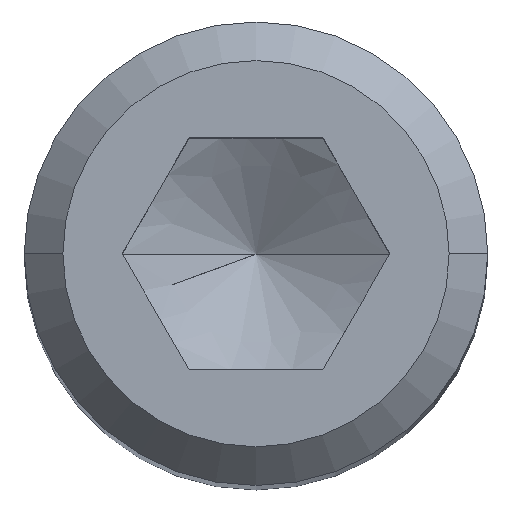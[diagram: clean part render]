
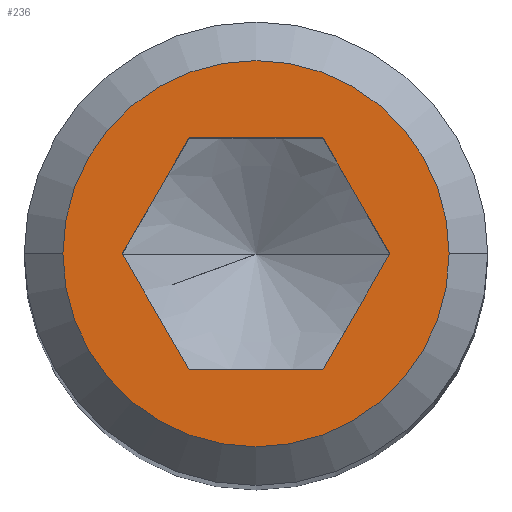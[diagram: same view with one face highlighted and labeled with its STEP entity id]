
A CAD part, top view. The second image highlights one B-rep face of the part: STEP entity #236.
In plain terms, the highlighted planar face has unit normal (0, 0, 1).
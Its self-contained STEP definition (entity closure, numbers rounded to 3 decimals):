
#112=EDGE_CURVE('',#226,#138,#296,.T.);
#118=EDGE_CURVE('',#216,#182,#302,.T.);
#132=EDGE_CURVE('',#138,#176,#317,.T.);
#134=EDGE_CURVE('',#182,#216,#319,.T.);
#138=VERTEX_POINT('',#323);
#174=EDGE_CURVE('',#176,#270,#367,.T.);
#176=VERTEX_POINT('',#369);
#182=VERTEX_POINT('',#375);
#212=EDGE_CURVE('',#252,#226,#409,.T.);
#216=VERTEX_POINT('',#413);
#226=VERTEX_POINT('',#423);
#236=ADVANCED_FACE('',(#435,#436),#437,.T.);
#238=EDGE_CURVE('',#258,#252,#439,.T.);
#250=EDGE_CURVE('',#270,#258,#453,.T.);
#252=VERTEX_POINT('',#455);
#258=VERTEX_POINT('',#462);
#270=VERTEX_POINT('',#474);
#296=LINE('',#492,#493);
#302=CIRCLE('',#511,2.5);
#317=LINE('',#531,#532);
#319=CIRCLE('',#535,2.5);
#323=CARTESIAN_POINT('',(-0.866,1.5,40.0));
#367=LINE('',#600,#601);
#369=CARTESIAN_POINT('',(0.866,1.5,40.0));
#375=CARTESIAN_POINT('',(-2.5,0.,40.));
#409=LINE('',#675,#676);
#413=CARTESIAN_POINT('',(2.5,0.,40.));
#423=CARTESIAN_POINT('',(-1.732,0.0,40.0));
#435=FACE_BOUND('',#709,.T.);
#436=FACE_OUTER_BOUND('',#710,.T.);
#437=PLANE('',#711);
#439=LINE('',#714,#715);
#453=LINE('',#744,#745);
#455=CARTESIAN_POINT('',(-0.866,-1.5,40.0));
#462=CARTESIAN_POINT('',(0.866,-1.5,40.0));
#474=CARTESIAN_POINT('',(1.732,0.0,40.0));
#492=CARTESIAN_POINT('',(-1.083,1.125,40.0));
#493=VECTOR('',#792,1.0);
#511=AXIS2_PLACEMENT_3D('',#796,#797,#798);
#531=CARTESIAN_POINT('',(0.433,1.5,40.0));
#532=VECTOR('',#812,1.0);
#535=AXIS2_PLACEMENT_3D('',#813,#814,#815);
#600=CARTESIAN_POINT('',(1.516,0.375,40.0));
#601=VECTOR('',#889,1.0);
#675=CARTESIAN_POINT('',(-1.516,-0.375,40.0));
#676=VECTOR('',#930,1.0);
#709=EDGE_LOOP('',(#959,#960,#961,#962,#963,#964));
#710=EDGE_LOOP('',(#965,#966));
#711=AXIS2_PLACEMENT_3D('',#967,#968,#969);
#714=CARTESIAN_POINT('',(-0.433,-1.5,40.0));
#715=VECTOR('',#970,1.0);
#744=CARTESIAN_POINT('',(1.083,-1.125,40.0));
#745=VECTOR('',#989,1.0);
#792=DIRECTION('',(0.5,0.866,0.0));
#796=CARTESIAN_POINT('',(0.,0.,40.));
#797=DIRECTION('',(0.,0.,1.0));
#798=DIRECTION('',(-1.0,0.,0.));
#812=DIRECTION('',(1.0,0.0,0.0));
#813=CARTESIAN_POINT('',(0.,0.,40.));
#814=DIRECTION('',(0.,0.,1.0));
#815=DIRECTION('',(-1.0,0.,0.));
#889=DIRECTION('',(0.5,-0.866,0.0));
#930=DIRECTION('',(-0.5,0.866,0.0));
#959=ORIENTED_EDGE('',*,*,#212,.T.);
#960=ORIENTED_EDGE('',*,*,#112,.T.);
#961=ORIENTED_EDGE('',*,*,#132,.T.);
#962=ORIENTED_EDGE('',*,*,#174,.T.);
#963=ORIENTED_EDGE('',*,*,#250,.T.);
#964=ORIENTED_EDGE('',*,*,#238,.T.);
#965=ORIENTED_EDGE('',*,*,#134,.T.);
#966=ORIENTED_EDGE('',*,*,#118,.T.);
#967=CARTESIAN_POINT('',(-1.25,0.,40.));
#968=DIRECTION('',(0.,0.,1.0));
#969=DIRECTION('',(-1.0,0.,0.0));
#970=DIRECTION('',(-1.0,0.0,0.0));
#989=DIRECTION('',(-0.5,-0.866,0.0));
